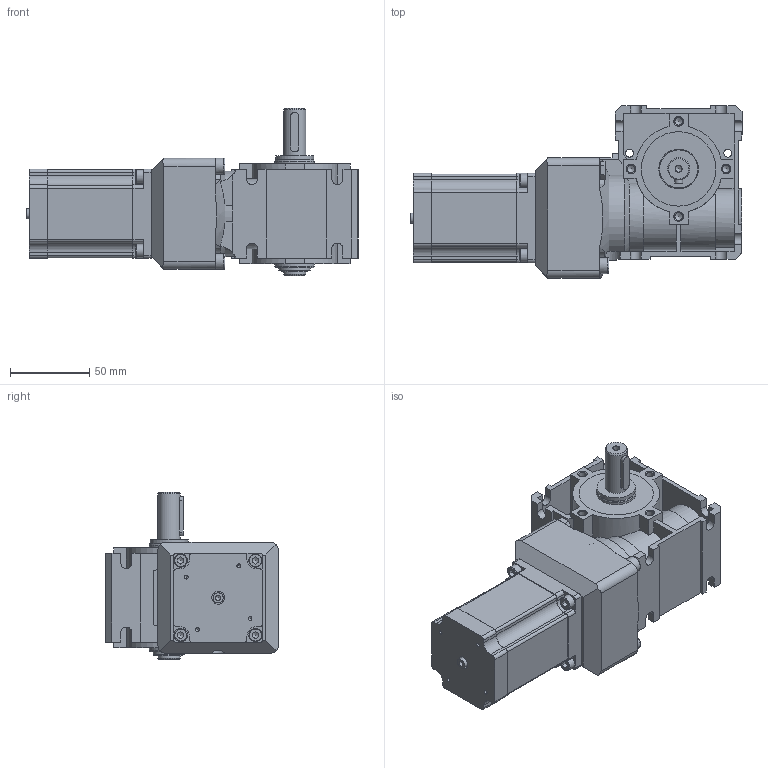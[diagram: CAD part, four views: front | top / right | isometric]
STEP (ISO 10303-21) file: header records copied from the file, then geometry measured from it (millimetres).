
FILE_DESCRIPTION((''),'2;1');
FILE_NAME('ST5918 mit GZ-SGE60.stp','2008-10-29T22:33:04',('Admin'),(''),'Autodesk Inventor 2009','Autodesk Inventor 2009','');
FILE_SCHEMA(('AUTOMOTIVE_DESIGN { 1 0 10303 214 1 1 1 1 }'));
Length unit declared in the file: millimetre
Products named in the file (1): ST5918 mit GZ-SGE60
Bounding box: 209.5 x 109 x 105.5 mm (x, y, z)
Volume: 669712.1 mm3; surface area: 121044.9 mm2
Topology: 1 solids, 23 shells, 606 faces, 1534 edges, 995 vertices
Faces by surface type: plane 340, cylinder 161, cone 63, bspline 36, torus 6
Full cylindrical faces by diameter (mm): 1.7 x2, 4.79 x8, 4.8 x8, 5 x10, 5.459 x2, 6 x4, 6.35 x2, 7 x4, 8 x2, 8.5 x4, 8.7 x2, 10 x2, 14 x3, 20 x1, 24 x1, 25 x2, 38.1 x2, 40 x1, 47 x2, 48 x1, 54 x1, 69 x1
Entity records: 18397 total; most frequent: CARTESIAN_POINT 4156, DIRECTION 2791, ORIENTED_EDGE 2646, EDGE_CURVE 1323, AXIS2_PLACEMENT_3D 1003, VERTEX_POINT 935, EDGE_LOOP 810, VECTOR 785
